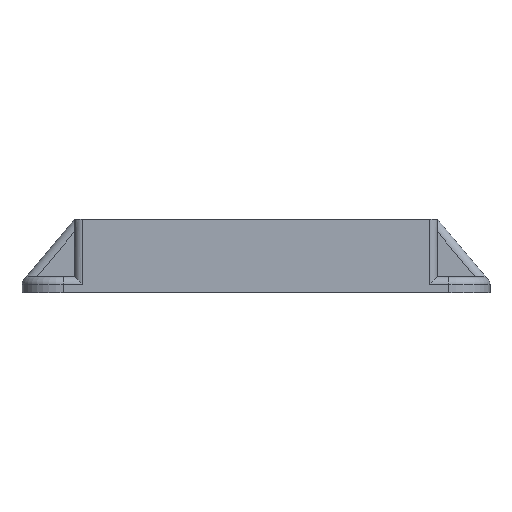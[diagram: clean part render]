
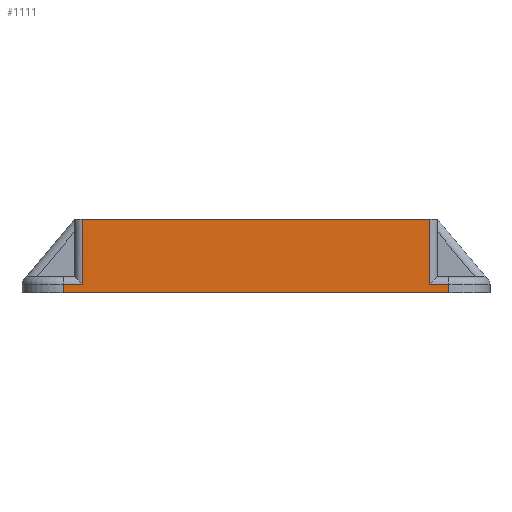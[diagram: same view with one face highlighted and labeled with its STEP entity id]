
A CAD part, front view. The second image highlights one B-rep face of the part: STEP entity #1111.
In plain terms, the highlighted planar face has unit normal (0, -1, 0).
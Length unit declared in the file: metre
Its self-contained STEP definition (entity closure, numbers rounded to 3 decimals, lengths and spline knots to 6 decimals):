
#138=ORIENTED_EDGE('',*,*,#468,.T.);
#139=ORIENTED_EDGE('',*,*,#469,.T.);
#140=ORIENTED_EDGE('',*,*,#470,.T.);
#141=ORIENTED_EDGE('',*,*,#471,.T.);
#142=ORIENTED_EDGE('',*,*,#472,.T.);
#143=ORIENTED_EDGE('',*,*,#473,.T.);
#144=ORIENTED_EDGE('',*,*,#474,.T.);
#145=ORIENTED_EDGE('',*,*,#475,.F.);
#468=EDGE_CURVE('',#632,#633,#726,.F.);
#469=EDGE_CURVE('',#633,#634,#727,.T.);
#470=EDGE_CURVE('',#634,#635,#728,.T.);
#471=EDGE_CURVE('',#635,#636,#729,.T.);
#472=EDGE_CURVE('',#636,#637,#730,.F.);
#473=EDGE_CURVE('',#637,#638,#731,.T.);
#474=EDGE_CURVE('',#638,#639,#732,.T.);
#475=EDGE_CURVE('',#632,#639,#733,.T.);
#632=VERTEX_POINT('',#1749);
#633=VERTEX_POINT('',#1750);
#634=VERTEX_POINT('',#1752);
#635=VERTEX_POINT('',#1754);
#636=VERTEX_POINT('',#1756);
#637=VERTEX_POINT('',#1758);
#638=VERTEX_POINT('',#1760);
#639=VERTEX_POINT('',#1762);
#726=LINE('',#1748,#836);
#727=LINE('',#1751,#837);
#728=LINE('',#1753,#838);
#729=LINE('',#1755,#839);
#730=LINE('',#1757,#840);
#731=LINE('',#1759,#841);
#732=LINE('',#1761,#842);
#733=LINE('',#1763,#843);
#836=VECTOR('',#1375,1.);
#837=VECTOR('',#1376,1.);
#838=VECTOR('',#1377,1.);
#839=VECTOR('',#1378,1.);
#840=VECTOR('',#1379,1.);
#841=VECTOR('',#1380,1.);
#842=VECTOR('',#1381,1.);
#843=VECTOR('',#1382,1.);
#925=EDGE_LOOP('',(#138,#139,#140,#141,#142,#143,#144,#145));
#999=FACE_BOUND('',#925,.T.);
#1072=PLANE('',#1202);
#1111=ADVANCED_FACE('',(#999),#1072,.T.);
#1202=AXIS2_PLACEMENT_3D('',#1747,#1373,#1374);
#1373=DIRECTION('',(0.,-1.,0.));
#1374=DIRECTION('',(1.,0.,0.));
#1375=DIRECTION('',(0.,0.,-1.));
#1376=DIRECTION('',(-1.,0.,0.));
#1377=DIRECTION('',(0.,0.,1.));
#1378=DIRECTION('',(-1.,0.,0.));
#1379=DIRECTION('',(0.,0.,1.));
#1380=DIRECTION('',(-1.,0.,0.));
#1381=DIRECTION('',(0.,0.,-1.));
#1382=DIRECTION('',(-1.,0.,0.));
#1747=CARTESIAN_POINT('',(0.,-0.0186,0.009));
#1748=CARTESIAN_POINT('',(0.0235,-0.0186,0.002));
#1749=CARTESIAN_POINT('',(0.0235,-0.0186,0.));
#1750=CARTESIAN_POINT('',(0.0235,-0.0186,0.001));
#1751=CARTESIAN_POINT('',(0.,-0.0186,0.001));
#1752=CARTESIAN_POINT('',(0.0211,-0.0186,0.001));
#1753=CARTESIAN_POINT('',(0.0211,-0.0186,0.009));
#1754=CARTESIAN_POINT('',(0.0211,-0.0186,0.009));
#1755=CARTESIAN_POINT('',(0.,-0.0186,0.009));
#1756=CARTESIAN_POINT('',(-0.0211,-0.0186,0.009));
#1757=CARTESIAN_POINT('',(-0.0211,-0.0186,0.009));
#1758=CARTESIAN_POINT('',(-0.0211,-0.0186,0.001));
#1759=CARTESIAN_POINT('',(0.,-0.0186,0.001));
#1760=CARTESIAN_POINT('',(-0.0235,-0.0186,0.001));
#1761=CARTESIAN_POINT('',(-0.0235,-0.0186,0.009));
#1762=CARTESIAN_POINT('',(-0.0235,-0.0186,0.));
#1763=CARTESIAN_POINT('',(0.,-0.0186,0.));
